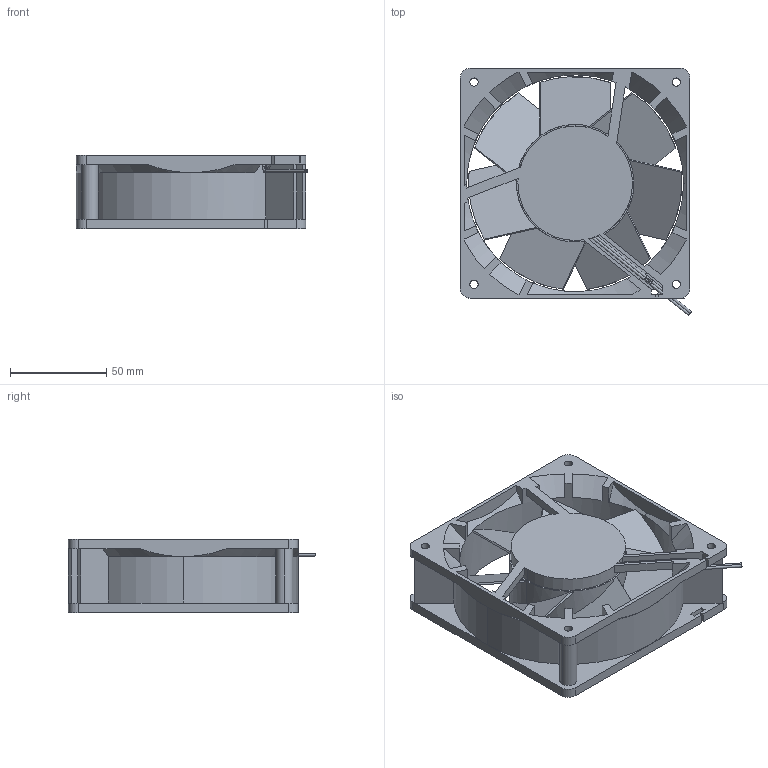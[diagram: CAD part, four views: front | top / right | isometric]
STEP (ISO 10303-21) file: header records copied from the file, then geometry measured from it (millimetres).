
FILE_DESCRIPTION (( 'STEP AP203' ), '1' );
FILE_NAME ('20-019480.step', '2022-03-22T14:02:41', ( '' ), ( '' ), 'SwSTEP 2.0', 'SolidWorks 2021', '' );
FILE_SCHEMA (( 'CONFIG_CONTROL_DESIGN' ));
Length unit declared in the file: millimetre
Products named in the file (1): 20-019480
Bounding box: 119.85 x 128.1 x 38 mm (x, y, z)
Volume: 192470.4 mm3; surface area: 79783.2 mm2
Topology: 1 solids, 1 shells, 230 faces, 638 edges, 409 vertices
Faces by surface type: plane 137, cylinder 59, cone 22, torus 12
Entity records: 7653 total; most frequent: CARTESIAN_POINT 1796, ORIENTED_EDGE 1276, DIRECTION 1170, EDGE_CURVE 638, AXIS2_PLACEMENT_3D 425, VERTEX_POINT 409, LINE 320, VECTOR 320
